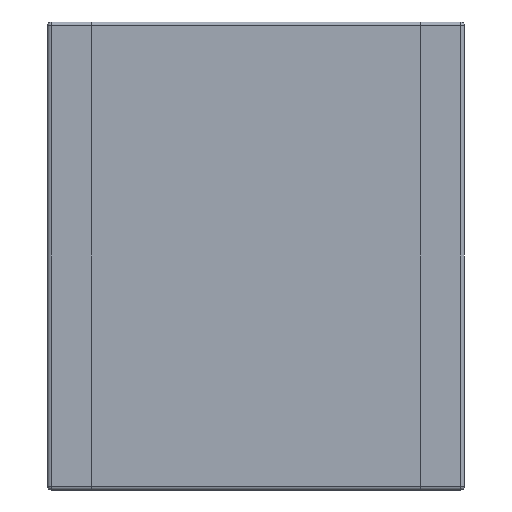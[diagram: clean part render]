
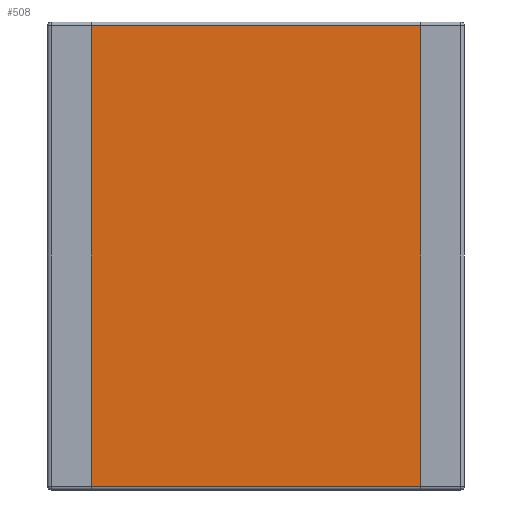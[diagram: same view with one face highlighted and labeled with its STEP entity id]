
A CAD part, front view. The second image highlights one B-rep face of the part: STEP entity #508.
In plain terms, the highlighted planar face has unit normal (0, -1, 0).
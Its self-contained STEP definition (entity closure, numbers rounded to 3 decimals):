
#502 = EDGE_CURVE ( 'NONE', #565, #641, #948, .T. ) ;
#508 = ADVANCED_FACE ( 'NONE', ( #971 ), #1010, .T. ) ;
#529 = VERTEX_POINT ( 'NONE', #1064 ) ;
#531 = EDGE_CURVE ( 'NONE', #529, #641, #1063, .T. ) ;
#565 = VERTEX_POINT ( 'NONE', #1180 ) ;
#572 = VERTEX_POINT ( 'NONE', #1169 ) ;
#574 = ORIENTED_EDGE ( 'NONE', *, *, #502, .T. ) ;
#576 = EDGE_CURVE ( 'NONE', #565, #572, #1168, .T. ) ;
#577 = ORIENTED_EDGE ( 'NONE', *, *, #576, .F. ) ;
#641 = VERTEX_POINT ( 'NONE', #1405 ) ;
#699 = EDGE_LOOP ( 'NONE', ( #700, #701, #577, #574 ) ) ;
#700 = ORIENTED_EDGE ( 'NONE', *, *, #531, .F. ) ;
#701 = ORIENTED_EDGE ( 'NONE', *, *, #702, .T. ) ;
#702 = EDGE_CURVE ( 'NONE', #529, #572, #1606, .T. ) ;
#945 = DIRECTION ( 'NONE',  ( -1., 0., 0. ) ) ;
#946 = VECTOR ( 'NONE', #945, 1000. ) ;
#947 = CARTESIAN_POINT ( 'NONE',  ( -2.85, 0., 3.15 ) ) ;
#948 = LINE ( 'NONE', #947, #946 ) ;
#971 = FACE_OUTER_BOUND ( 'NONE', #699, .T. ) ;
#1006 = DIRECTION ( 'NONE',  ( 0., 0., -1. ) ) ;
#1007 = DIRECTION ( 'NONE',  ( 0., -1., 0. ) ) ;
#1008 = CARTESIAN_POINT ( 'NONE',  ( 2.85, 0., -3.2 ) ) ;
#1009 = AXIS2_PLACEMENT_3D ( 'NONE', #1008, #1007, #1006 ) ;
#1010 = PLANE ( 'NONE',  #1009 ) ;
#1060 = DIRECTION ( 'NONE',  ( 0., 0., 1. ) ) ;
#1061 = VECTOR ( 'NONE', #1060, 1000. ) ;
#1062 = CARTESIAN_POINT ( 'NONE',  ( -2.25, 0., -3.2 ) ) ;
#1063 = LINE ( 'NONE', #1062, #1061 ) ;
#1064 = CARTESIAN_POINT ( 'NONE',  ( -2.25, 0., -3.15 ) ) ;
#1165 = DIRECTION ( 'NONE',  ( 0., 0., -1. ) ) ;
#1166 = VECTOR ( 'NONE', #1165, 1000. ) ;
#1167 = CARTESIAN_POINT ( 'NONE',  ( 2.25, 0., -3.2 ) ) ;
#1168 = LINE ( 'NONE', #1167, #1166 ) ;
#1169 = CARTESIAN_POINT ( 'NONE',  ( 2.25, 0., -3.15 ) ) ;
#1180 = CARTESIAN_POINT ( 'NONE',  ( 2.25, 0., 3.15 ) ) ;
#1405 = CARTESIAN_POINT ( 'NONE',  ( -2.25, 0., 3.15 ) ) ;
#1603 = DIRECTION ( 'NONE',  ( 1., 0., 0. ) ) ;
#1604 = VECTOR ( 'NONE', #1603, 1000. ) ;
#1605 = CARTESIAN_POINT ( 'NONE',  ( 2.85, 0., -3.15 ) ) ;
#1606 = LINE ( 'NONE', #1605, #1604 ) ;
